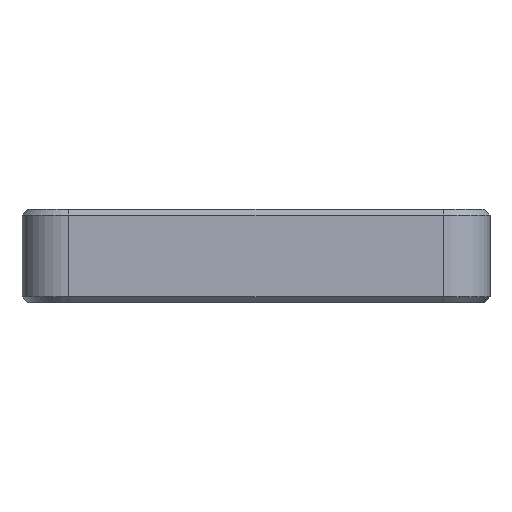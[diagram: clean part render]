
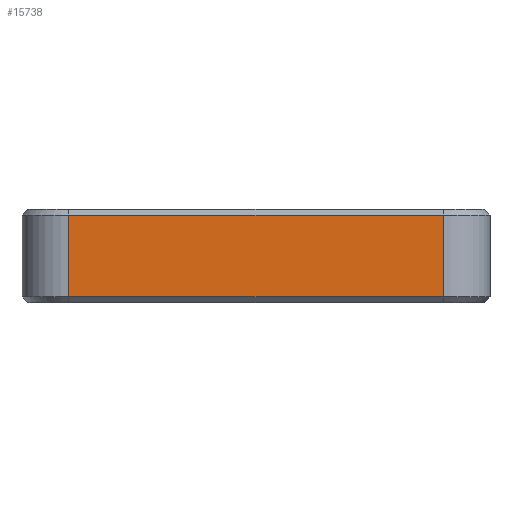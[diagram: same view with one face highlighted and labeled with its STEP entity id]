
A CAD part, front view. The second image highlights one B-rep face of the part: STEP entity #15738.
In plain terms, the highlighted planar face has unit normal (0, -1, 0).
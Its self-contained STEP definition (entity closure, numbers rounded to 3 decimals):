
#722=FACE_OUTER_BOUND('',#1698,.T.);
#1698=EDGE_LOOP('',(#11459,#11460,#11461,#11462));
#3734=LINE('',#23041,#5304);
#3753=LINE('',#23104,#5323);
#3754=LINE('',#23108,#5324);
#3755=LINE('',#23109,#5325);
#5304=VECTOR('',#17717,10.);
#5323=VECTOR('',#17782,10.);
#5324=VECTOR('',#17787,10.);
#5325=VECTOR('',#17788,10.);
#7178=VERTEX_POINT('',#23038);
#7179=VERTEX_POINT('',#23040);
#7200=VERTEX_POINT('',#23103);
#7201=VERTEX_POINT('',#23107);
#8834=EDGE_CURVE('',#7178,#7179,#3734,.T.);
#8866=EDGE_CURVE('',#7179,#7200,#3753,.T.);
#8868=EDGE_CURVE('',#7201,#7178,#3754,.T.);
#8869=EDGE_CURVE('',#7200,#7201,#3755,.T.);
#11459=ORIENTED_EDGE('',*,*,#8834,.F.);
#11460=ORIENTED_EDGE('',*,*,#8868,.F.);
#11461=ORIENTED_EDGE('',*,*,#8869,.F.);
#11462=ORIENTED_EDGE('',*,*,#8866,.F.);
#15212=PLANE('',#16647);
#15738=ADVANCED_FACE('',(#722),#15212,.T.);
#16647=AXIS2_PLACEMENT_3D('',#23106,#17785,#17786);
#17717=DIRECTION('',(-1.,0.,0.));
#17782=DIRECTION('',(0.,0.,1.));
#17785=DIRECTION('center_axis',(0.,-1.,0.));
#17786=DIRECTION('ref_axis',(1.,0.,0.));
#17787=DIRECTION('',(0.,0.,-1.));
#17788=DIRECTION('',(1.,0.,0.));
#23038=CARTESIAN_POINT('',(36.,0.,0.5));
#23040=CARTESIAN_POINT('',(4.,0.,0.5));
#23041=CARTESIAN_POINT('',(10.,0.,0.5));
#23103=CARTESIAN_POINT('',(4.,0.,7.5));
#23104=CARTESIAN_POINT('',(4.,0.,0.));
#23106=CARTESIAN_POINT('Origin',(0.,0.,0.));
#23107=CARTESIAN_POINT('',(36.,0.,7.5));
#23108=CARTESIAN_POINT('',(36.,0.,0.));
#23109=CARTESIAN_POINT('',(10.,0.,7.5));
